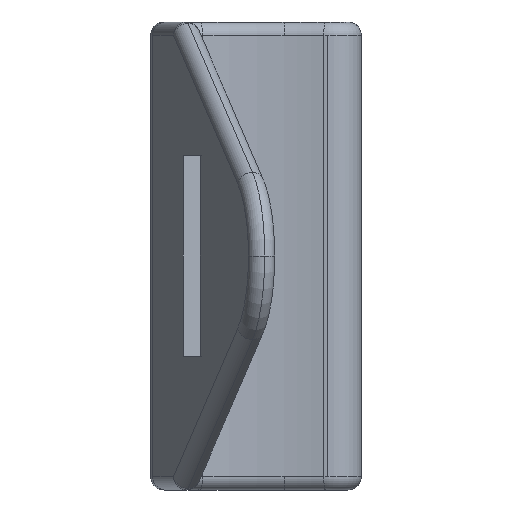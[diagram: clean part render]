
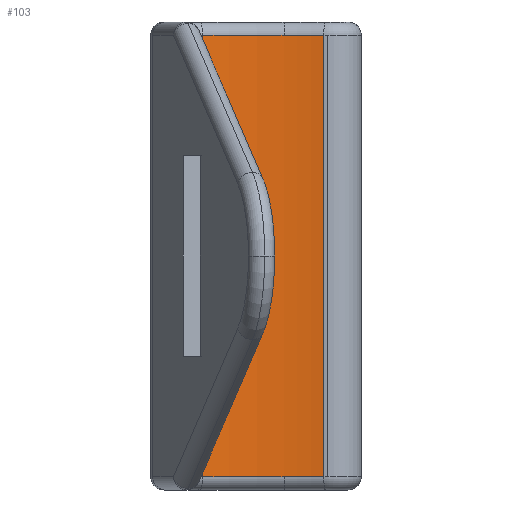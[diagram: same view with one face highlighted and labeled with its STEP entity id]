
A CAD part, left-side view. The second image highlights one B-rep face of the part: STEP entity #103.
In plain terms, the highlighted cylindrical face has radius 10 mm (diameter 20 mm), a partial arc.
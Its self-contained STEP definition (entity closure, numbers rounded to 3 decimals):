
#48 = EDGE_LOOP ( 'NONE', ( #530, #288, #2338, #4551, #583, #2106 ) ) ;
#101 = DIRECTION ( 'NONE',  ( 0., 0., -1. ) ) ;
#103 = ADVANCED_FACE ( 'NONE', ( #183 ), #1346, .F. ) ;
#128 = EDGE_CURVE ( 'NONE', #1926, #147, #3676, .T. ) ;
#147 = VERTEX_POINT ( 'NONE', #1373 ) ;
#183 = FACE_OUTER_BOUND ( 'NONE', #48, .T. ) ;
#288 = ORIENTED_EDGE ( 'NONE', *, *, #4476, .T. ) ;
#496 = CARTESIAN_POINT ( 'NONE',  ( -27.43, 2.31, 13.6 ) ) ;
#502 = CIRCLE ( 'NONE', #664, 10. ) ;
#530 = ORIENTED_EDGE ( 'NONE', *, *, #3088, .T. ) ;
#583 = ORIENTED_EDGE ( 'NONE', *, *, #3504, .T. ) ;
#664 = AXIS2_PLACEMENT_3D ( 'NONE', #3083, #4223, #3883 ) ;
#815 = VERTEX_POINT ( 'NONE', #1294 ) ;
#833 = LINE ( 'NONE', #4604, #1372 ) ;
#847 = EDGE_CURVE ( 'NONE', #147, #1812, #2828, .T. ) ;
#924 = CARTESIAN_POINT ( 'NONE',  ( -27.43, 2.31, 14. ) ) ;
#970 = DIRECTION ( 'NONE',  ( 0., 0., 1. ) ) ;
#1203 = CARTESIAN_POINT ( 'NONE',  ( -27.43, 2.31, 0.4 ) ) ;
#1294 = CARTESIAN_POINT ( 'NONE',  ( -17.501, 1.119, 0.4 ) ) ;
#1346 = CYLINDRICAL_SURFACE ( 'NONE', #3528, 10. ) ;
#1360 = AXIS2_PLACEMENT_3D ( 'NONE', #496, #2744, #1680 ) ;
#1372 = VECTOR ( 'NONE', #4582, 1000. ) ;
#1373 = CARTESIAN_POINT ( 'NONE',  ( -17.73, 4.743, 13.6 ) ) ;
#1505 = AXIS2_PLACEMENT_3D ( 'NONE', #3949, #970, #4703 ) ;
#1647 = VERTEX_POINT ( 'NONE', #2472 ) ;
#1673 = CIRCLE ( 'NONE', #1360, 10. ) ;
#1680 = DIRECTION ( 'NONE',  ( 1., 0., 0. ) ) ;
#1812 = VERTEX_POINT ( 'NONE', #2299 ) ;
#1890 = VECTOR ( 'NONE', #3469, 1000. ) ;
#1912 = CIRCLE ( 'NONE', #2459, 10. ) ;
#1926 = VERTEX_POINT ( 'NONE', #3930 ) ;
#2090 = CARTESIAN_POINT ( 'NONE',  ( -17.43, 2.31, 0.4 ) ) ;
#2106 = ORIENTED_EDGE ( 'NONE', *, *, #3480, .T. ) ;
#2299 = CARTESIAN_POINT ( 'NONE',  ( -17.73, 4.743, 0.4 ) ) ;
#2338 = ORIENTED_EDGE ( 'NONE', *, *, #128, .T. ) ;
#2459 = AXIS2_PLACEMENT_3D ( 'NONE', #1203, #101, #3109 ) ;
#2472 = CARTESIAN_POINT ( 'NONE',  ( -17.501, 1.119, 13.6 ) ) ;
#2717 = VERTEX_POINT ( 'NONE', #2090 ) ;
#2744 = DIRECTION ( 'NONE',  ( 0., 0., 1. ) ) ;
#2781 = DIRECTION ( 'NONE',  ( -1., 0., 0. ) ) ;
#2828 = LINE ( 'NONE', #3125, #1890 ) ;
#3083 = CARTESIAN_POINT ( 'NONE',  ( -27.43, 2.31, 0.4 ) ) ;
#3088 = EDGE_CURVE ( 'NONE', #815, #1647, #833, .T. ) ;
#3109 = DIRECTION ( 'NONE',  ( 1., 0., 0. ) ) ;
#3125 = CARTESIAN_POINT ( 'NONE',  ( -17.73, 4.743, 14. ) ) ;
#3469 = DIRECTION ( 'NONE',  ( 0., 0., -1. ) ) ;
#3480 = EDGE_CURVE ( 'NONE', #2717, #815, #502, .T. ) ;
#3504 = EDGE_CURVE ( 'NONE', #1812, #2717, #1912, .T. ) ;
#3528 = AXIS2_PLACEMENT_3D ( 'NONE', #924, #4627, #2781 ) ;
#3676 = CIRCLE ( 'NONE', #1505, 10. ) ;
#3883 = DIRECTION ( 'NONE',  ( 1., 0., 0. ) ) ;
#3930 = CARTESIAN_POINT ( 'NONE',  ( -17.43, 2.31, 13.6 ) ) ;
#3949 = CARTESIAN_POINT ( 'NONE',  ( -27.43, 2.31, 13.6 ) ) ;
#4223 = DIRECTION ( 'NONE',  ( 0., 0., -1. ) ) ;
#4476 = EDGE_CURVE ( 'NONE', #1647, #1926, #1673, .T. ) ;
#4551 = ORIENTED_EDGE ( 'NONE', *, *, #847, .T. ) ;
#4582 = DIRECTION ( 'NONE',  ( 0., 0., 1. ) ) ;
#4604 = CARTESIAN_POINT ( 'NONE',  ( -17.501, 1.119, 14. ) ) ;
#4627 = DIRECTION ( 'NONE',  ( 0., 0., -1. ) ) ;
#4703 = DIRECTION ( 'NONE',  ( 1., 0., 0. ) ) ;
